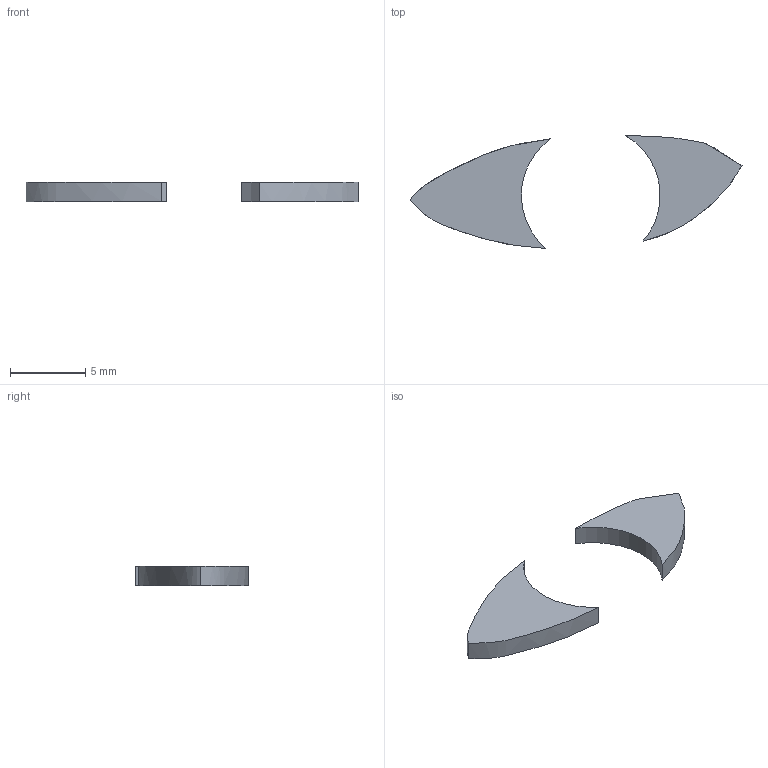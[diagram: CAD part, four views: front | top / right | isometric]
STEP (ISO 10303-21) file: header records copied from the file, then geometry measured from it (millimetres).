
FILE_DESCRIPTION(/* description */ (''),/* implementation_level */ '2;1');
FILE_NAME(/* name */ 'eyecap 3-wide sclera.step',/* time_stamp */ '2025-06-16T11:06:51-04:00',/* author */ (''),/* organization */ (''),/* preprocessor_version */ 'ST-DEVELOPER v20.1',/* originating_system */ 'Autodesk Translation Framework v14.10.0.0',/* authorisation */ '');
FILE_SCHEMA (('AUTOMOTIVE_DESIGN { 1 0 10303 214 3 1 1 }'));
Length unit declared in the file: inch
Products named in the file (1): eyecap 3-wide
Bounding box: 22.09 x 7.51 x 1.27 mm (x, y, z)
Volume: 79.4 mm3; surface area: 192.8 mm2
Topology: 2 solids, 2 shells, 10 faces, 18 edges, 12 vertices
Faces by surface type: bspline 4, plane 4, cylinder 2
Entity records: 529 total; most frequent: CARTESIAN_POINT 297, ORIENTED_EDGE 36, DIRECTION 28, EDGE_CURVE 18, VERTEX_POINT 12, AXIS2_PLACEMENT_3D 11, FACE_OUTER_BOUND 10, EDGE_LOOP 10
